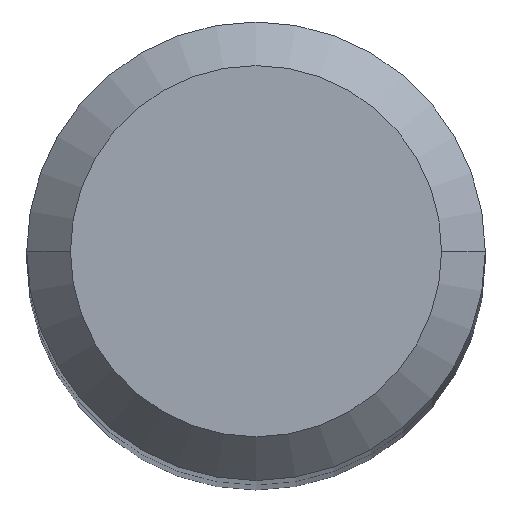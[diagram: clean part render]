
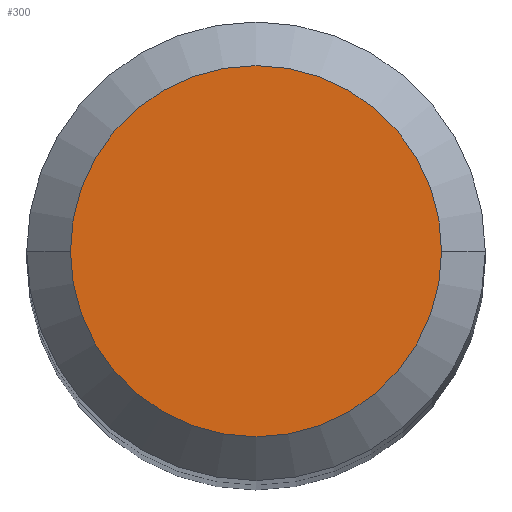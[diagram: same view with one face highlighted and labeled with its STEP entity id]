
A CAD part, top view. The second image highlights one B-rep face of the part: STEP entity #300.
In plain terms, the highlighted planar face has unit normal (0, 0, 1).
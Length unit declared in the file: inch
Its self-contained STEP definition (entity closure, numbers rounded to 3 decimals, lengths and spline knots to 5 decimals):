
#6 = DIRECTION ( 'NONE',  ( -1., 0., 0. ) ) ;
#28 = AXIS2_PLACEMENT_3D ( 'NONE', #172, #211, #75 ) ;
#38 = EDGE_CURVE ( 'NONE', #342, #283, #297, .T. ) ;
#42 = CIRCLE ( 'NONE', #28, 0.1328 ) ;
#50 = CARTESIAN_POINT ( 'NONE',  ( 0., 0., 0. ) ) ;
#75 = DIRECTION ( 'NONE',  ( 1., 0., 0. ) ) ;
#89 = ORIENTED_EDGE ( 'NONE', *, *, #38, .T. ) ;
#104 = AXIS2_PLACEMENT_3D ( 'NONE', #303, #245, #6 ) ;
#108 = DIRECTION ( 'NONE',  ( 0., 0., 1. ) ) ;
#111 = EDGE_CURVE ( 'NONE', #283, #342, #42, .T. ) ;
#163 = AXIS2_PLACEMENT_3D ( 'NONE', #50, #108, #353 ) ;
#172 = CARTESIAN_POINT ( 'NONE',  ( 0., 0., 0. ) ) ;
#183 = CARTESIAN_POINT ( 'NONE',  ( -0.1328, 0., 0. ) ) ;
#185 = FACE_OUTER_BOUND ( 'NONE', #378, .T. ) ;
#211 = DIRECTION ( 'NONE',  ( 0., 0., 1. ) ) ;
#216 = CARTESIAN_POINT ( 'NONE',  ( 0.1328, 0., 0. ) ) ;
#245 = DIRECTION ( 'NONE',  ( 0., 0., -1. ) ) ;
#283 = VERTEX_POINT ( 'NONE', #183 ) ;
#297 = CIRCLE ( 'NONE', #163, 0.1328 ) ;
#300 = ADVANCED_FACE ( 'NONE', ( #185 ), #327, .F. ) ;
#303 = CARTESIAN_POINT ( 'NONE',  ( 0., 0., 0. ) ) ;
#327 = PLANE ( 'NONE',  #104 ) ;
#342 = VERTEX_POINT ( 'NONE', #216 ) ;
#353 = DIRECTION ( 'NONE',  ( 1., 0., 0. ) ) ;
#373 = ORIENTED_EDGE ( 'NONE', *, *, #111, .T. ) ;
#378 = EDGE_LOOP ( 'NONE', ( #373, #89 ) ) ;
